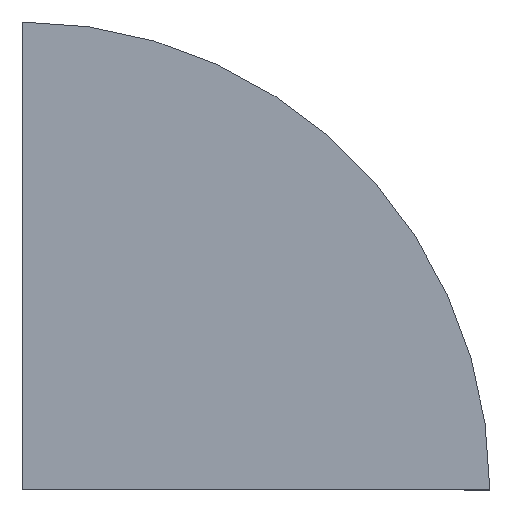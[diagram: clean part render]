
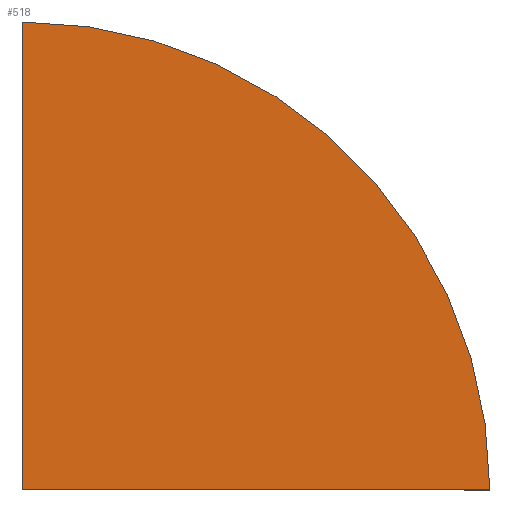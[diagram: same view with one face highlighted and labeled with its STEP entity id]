
A CAD part, top view. The second image highlights one B-rep face of the part: STEP entity #518.
In plain terms, the highlighted planar face has unit normal (0, 0, 1).
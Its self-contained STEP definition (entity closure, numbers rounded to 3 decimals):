
#42 = ORIENTED_EDGE ( 'NONE', *, *, #930, .T. ) ;
#50 = CIRCLE ( 'NONE', #688, 80. ) ;
#90 = ORIENTED_EDGE ( 'NONE', *, *, #1085, .T. ) ;
#94 = EDGE_CURVE ( 'NONE', #1055, #787, #634, .T. ) ;
#156 = VECTOR ( 'NONE', #581, 1000. ) ;
#177 = ORIENTED_EDGE ( 'NONE', *, *, #94, .T. ) ;
#222 = DIRECTION ( 'NONE',  ( 1., 0., 0. ) ) ;
#273 = EDGE_LOOP ( 'NONE', ( #177, #90, #42 ) ) ;
#301 = DIRECTION ( 'NONE',  ( 0., 0., 1. ) ) ;
#326 = CARTESIAN_POINT ( 'NONE',  ( 0., 0., 36.8 ) ) ;
#329 = CARTESIAN_POINT ( 'NONE',  ( 0., 80., 36.8 ) ) ;
#426 = VERTEX_POINT ( 'NONE', #590 ) ;
#518 = ADVANCED_FACE ( 'NONE', ( #785 ), #563, .T. ) ;
#563 = PLANE ( 'NONE',  #970 ) ;
#581 = DIRECTION ( 'NONE',  ( 1., 0., 0. ) ) ;
#590 = CARTESIAN_POINT ( 'NONE',  ( 80., 0., 36.8 ) ) ;
#610 = VECTOR ( 'NONE', #1048, 1000. ) ;
#634 = LINE ( 'NONE', #954, #610 ) ;
#688 = AXIS2_PLACEMENT_3D ( 'NONE', #742, #829, #222 ) ;
#721 = CARTESIAN_POINT ( 'NONE',  ( 0., 0., 36.8 ) ) ;
#742 = CARTESIAN_POINT ( 'NONE',  ( 0., 0., 36.8 ) ) ;
#785 = FACE_OUTER_BOUND ( 'NONE', #273, .T. ) ;
#787 = VERTEX_POINT ( 'NONE', #326 ) ;
#802 = DIRECTION ( 'NONE',  ( 1., 0., 0. ) ) ;
#829 = DIRECTION ( 'NONE',  ( 0., 0., 1. ) ) ;
#887 = CARTESIAN_POINT ( 'NONE',  ( 80., 0., 36.8 ) ) ;
#930 = EDGE_CURVE ( 'NONE', #426, #1055, #50, .T. ) ;
#954 = CARTESIAN_POINT ( 'NONE',  ( 0., 80., 36.8 ) ) ;
#970 = AXIS2_PLACEMENT_3D ( 'NONE', #721, #301, #802 ) ;
#1048 = DIRECTION ( 'NONE',  ( 0., -1., 0. ) ) ;
#1055 = VERTEX_POINT ( 'NONE', #329 ) ;
#1083 = LINE ( 'NONE', #887, #156 ) ;
#1085 = EDGE_CURVE ( 'NONE', #787, #426, #1083, .T. ) ;
